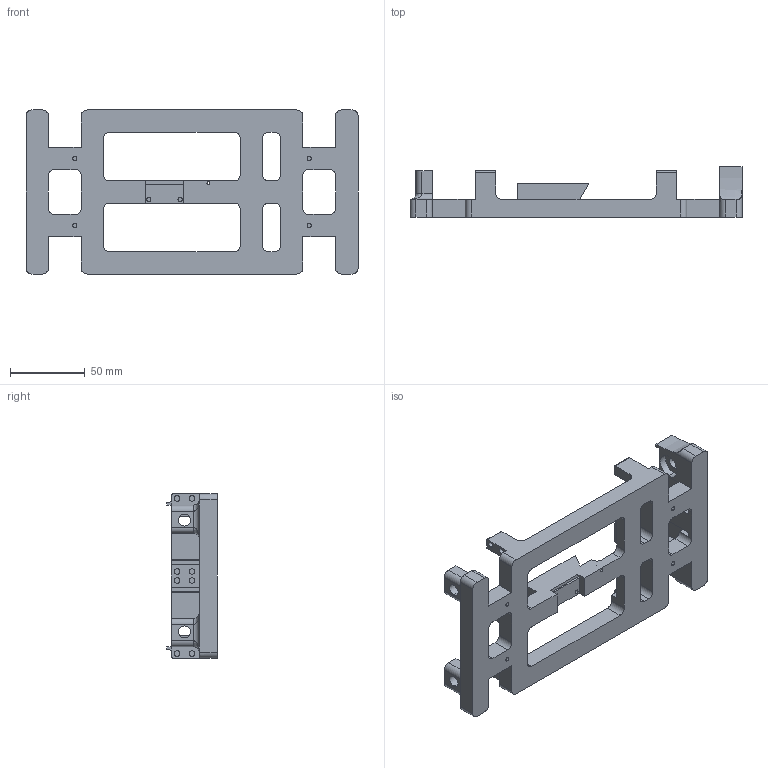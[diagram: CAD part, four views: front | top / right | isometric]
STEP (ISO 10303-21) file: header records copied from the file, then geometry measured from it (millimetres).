
FILE_DESCRIPTION (( 'STEP AP203' ), '1' );
FILE_NAME ('dogBody.STEP', '2024-06-15T07:49:14', ( '' ), ( '' ), 'SwSTEP 2.0', 'SolidWorks 2023', '' );
FILE_SCHEMA (( 'CONFIG_CONTROL_DESIGN' ));
Length unit declared in the file: millimetre
Products named in the file (1): dogBody
Bounding box: 222.6 x 34 x 110 mm (x, y, z)
Volume: 200340 mm3; surface area: 69018.5 mm2
Topology: 1 solids, 1 shells, 325 faces, 865 edges, 570 vertices
Faces by surface type: plane 172, cylinder 147, bspline 6
Entity records: 10656 total; most frequent: CARTESIAN_POINT 2239, DIRECTION 1751, ORIENTED_EDGE 1726, EDGE_CURVE 863, AXIS2_PLACEMENT_3D 600, VERTEX_POINT 570, LINE 551, VECTOR 551
